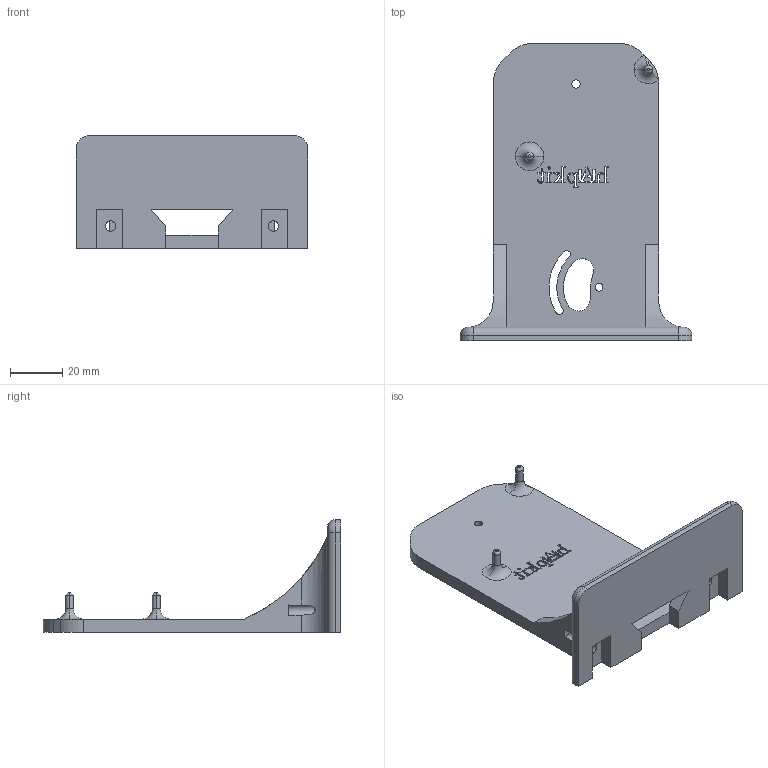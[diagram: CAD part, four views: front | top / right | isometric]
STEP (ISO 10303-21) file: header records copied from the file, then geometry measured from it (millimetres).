
FILE_DESCRIPTION (( 'STEP AP203' ), '1' );
FILE_NAME ('Base_A-1.STEP', '2022-11-15T19:06:31', ( '' ), ( '' ), 'SwSTEP 2.0', 'SolidWorks 2021', '' );
FILE_SCHEMA (( 'CONFIG_CONTROL_DESIGN' ));
Length unit declared in the file: inch
Products named in the file (1): Base_A-1
Bounding box: 88.9 x 114.1 x 43.18 mm (x, y, z)
Volume: 53889.7 mm3; surface area: 25885.6 mm2
Topology: 1 solids, 1 shells, 251 faces, 750 edges, 494 vertices
Faces by surface type: plane 138, bspline 65, cylinder 38, torus 10
Entity records: 10591 total; most frequent: CARTESIAN_POINT 4085, ORIENTED_EDGE 1500, DIRECTION 1081, EDGE_CURVE 750, VECTOR 517, LINE 517, VERTEX_POINT 494, AXIS2_PLACEMENT_3D 282
